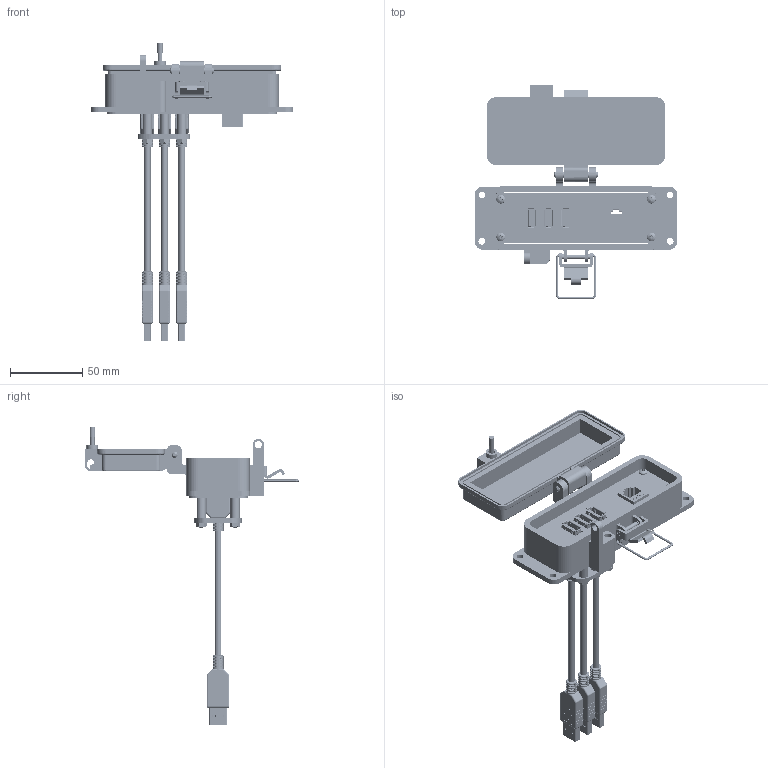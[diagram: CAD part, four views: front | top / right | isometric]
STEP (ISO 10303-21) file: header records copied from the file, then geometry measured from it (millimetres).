
FILE_DESCRIPTION (( 'STEP AP203' ), '1' );
FILE_NAME ('P-P11#3R2-H2RX-CXXX_3D.STEP', '2021-03-11T15:35:29', ( '' ), ( '' ), 'SwSTEP 2.0', 'SolidWorks 2019', '' );
FILE_SCHEMA (( 'CONFIG_CONTROL_DESIGN' ));
Length unit declared in the file: millimetre
Products named in the file (18): P-P11#3R2-H2RX-CXXX_FP060_1; P11; Z-002-4401_4HN_90675A005; Z-H-H2_B; P-P11#3R2-H2RX-CXXX_TP120_1; P-P11#3R2-H2RX-CXXX_TP060_1; Z-000-4243316TFP; -H2; P-P11#3R2-H2RX-CXXX_3D; P-P11#3R2-H2RX-CXXX_BP180_1; 92005A124_METRIC PAN HEAD PHILLIPS MACHINE SCREW_92005A124; Z-001-SPR_1-1_4; R2; Z-300-RJ45CAT5; Z-000-440112FH_90273A119; Z-020-3047
Assembly tree (39 placements, depth 3):
  P-P11#3R2-H2RX-CXXX_3D
    P-P11#3R2-H2RX-CXXX_BP180_1
    P-P11#3R2-H2RX-CXXX_TP060_1
    Z-000-4243316TFP  x3
    P11
      Z-020-3047
    P11
      Z-020-3047
    P11
      Z-020-3047
    P-P11#3R2-H2RX-CXXX_TP120_1
    Z-000-440112FH_90273A119  x6
    Z-001-SPR_1-1_4  x6
    Z-002-4401_4HN_90675A005  x6
    P-P11#3R2-H2RX-CXXX_FP060_1
    R2
      Z-300-RJ45CAT5
    -H2
      Z-H-H2_B
    92005A124_METRIC PAN HEAD PHILLIPS MACHINE SCREW_92005A124  x4
Bounding box: 140 x 147.61 x 205.72 mm (x, y, z)
Volume: 139299.5 mm3; surface area: 119658.7 mm2
Topology: 68 solids, 68 shells, 6673 faces, 19022 edges, 12457 vertices
Faces by surface type: cylinder 3112, plane 2675, bspline 545, cone 317, torus 16, sphere 8
Entity records: 98370 total; most frequent: CARTESIAN_POINT 35724, ORIENTED_EDGE 13800, DIRECTION 10979, EDGE_CURVE 6900, VERTEX_POINT 4546, LINE 4045, VECTOR 4045, AXIS2_PLACEMENT_3D 3467
